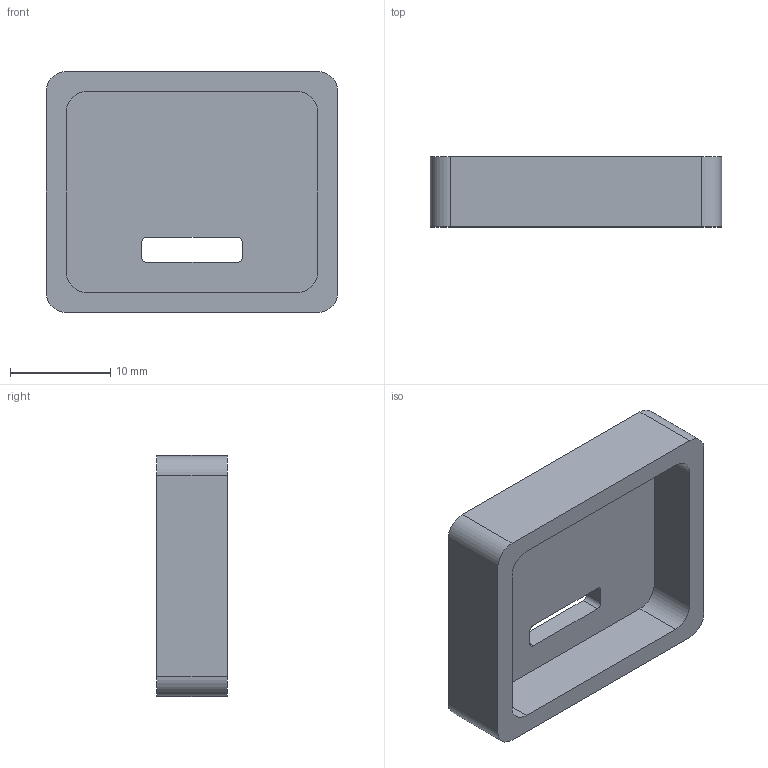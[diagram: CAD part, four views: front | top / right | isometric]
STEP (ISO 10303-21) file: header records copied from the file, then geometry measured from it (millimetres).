
FILE_DESCRIPTION (( 'STEP AP203' ), '1' );
FILE_NAME ('pokrov_pospe�komer.STEP', '2025-07-28T12:42:21', ( '' ), ( '' ), 'SwSTEP 2.0', 'SolidWorks 2025', '' );
FILE_SCHEMA (( 'CONFIG_CONTROL_DESIGN' ));
Length unit declared in the file: millimetre
Products named in the file (1): pokrov_pospeškomer
Bounding box: 29 x 7 x 24 mm (x, y, z)
Volume: 2292.9 mm3; surface area: 2577.6 mm2
Topology: 1 solids, 1 shells, 76 faces, 204 edges, 136 vertices
Faces by surface type: plane 60, cylinder 16
Entity records: 2441 total; most frequent: CARTESIAN_POINT 417, ORIENTED_EDGE 408, DIRECTION 390, EDGE_CURVE 204, VECTOR 172, LINE 172, VERTEX_POINT 136, AXIS2_PLACEMENT_3D 109
